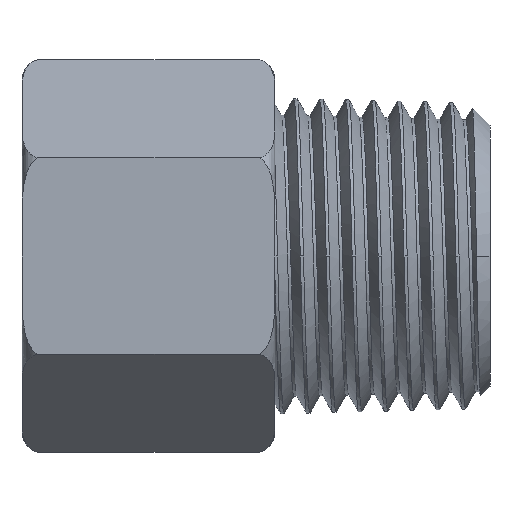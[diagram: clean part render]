
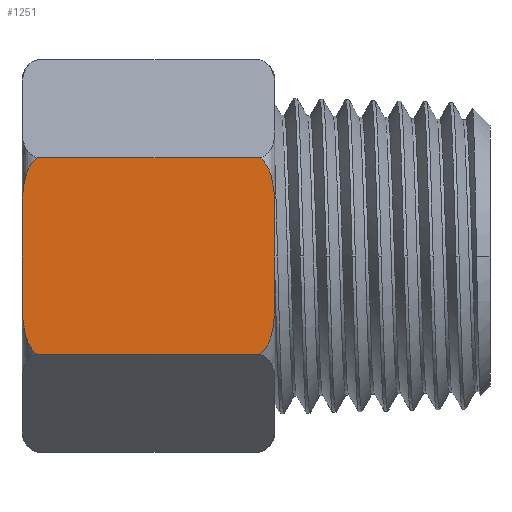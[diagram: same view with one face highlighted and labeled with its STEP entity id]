
A CAD part, front view. The second image highlights one B-rep face of the part: STEP entity #1251.
In plain terms, the highlighted face is planar.
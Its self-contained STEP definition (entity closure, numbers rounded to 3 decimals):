
#90=B_SPLINE_CURVE_WITH_KNOTS('',3,(#1891,#1892,#1893,#1894,#1895,#1896,
#1897,#1898,#1899,#1900,#1901,#1902,#1903,#1904,#1905,#1906),
 .UNSPECIFIED.,.F.,.F.,(4,2,2,2,2,2,2,4),(7.561,7.561,
7.858,8.155,8.645,9.134,10.258,
11.381),.UNSPECIFIED.);
#91=B_SPLINE_CURVE_WITH_KNOTS('',3,(#1910,#1911,#1912,#1913,#1914,#1915,
#1916,#1917,#1918,#1919,#1920,#1921,#1922,#1923,#1924,#1925),
 .UNSPECIFIED.,.F.,.F.,(4,2,2,2,2,2,2,4),(17.216,18.34,
19.463,19.953,20.442,20.739,21.036,
21.036),.UNSPECIFIED.);
#92=B_SPLINE_CURVE_WITH_KNOTS('',3,(#1928,#1929,#1930,#1931,#1932,#1933,
#1934,#1935,#1936,#1937,#1938,#1939,#1940,#1941,#1942,#1943),
 .UNSPECIFIED.,.F.,.F.,(4,2,2,2,2,2,2,4),(7.561,7.561,
7.858,8.155,8.645,9.134,10.258,
11.381),.UNSPECIFIED.);
#93=B_SPLINE_CURVE_WITH_KNOTS('',3,(#1944,#1945,#1946,#1947,#1948,#1949,
#1950,#1951,#1952,#1953,#1954,#1955,#1956,#1957,#1958,#1959),
 .UNSPECIFIED.,.F.,.F.,(4,2,2,2,2,2,2,4),(17.216,18.34,
19.463,19.953,20.442,20.739,21.036,
21.036),.UNSPECIFIED.);
#192=FACE_OUTER_BOUND('',#264,.T.);
#264=EDGE_LOOP('',(#856,#857,#858,#859,#860,#861,#862,#863));
#368=LINE('',#1696,#431);
#374=LINE('',#1858,#437);
#376=LINE('',#1908,#439);
#377=LINE('',#1927,#440);
#431=VECTOR('',#1431,1.);
#437=VECTOR('',#1453,1.);
#439=VECTOR('',#1457,1.);
#440=VECTOR('',#1458,1.);
#495=VERTEX_POINT('',#1693);
#496=VERTEX_POINT('',#1695);
#513=VERTEX_POINT('',#1842);
#514=VERTEX_POINT('',#1857);
#516=VERTEX_POINT('',#1890);
#517=VERTEX_POINT('',#1907);
#518=VERTEX_POINT('',#1909);
#519=VERTEX_POINT('',#1926);
#630=EDGE_CURVE('',#496,#495,#368,.T.);
#648=EDGE_CURVE('',#513,#514,#374,.T.);
#652=EDGE_CURVE('',#513,#516,#90,.T.);
#653=EDGE_CURVE('',#516,#517,#376,.T.);
#654=EDGE_CURVE('',#517,#518,#91,.T.);
#655=EDGE_CURVE('',#518,#519,#377,.T.);
#656=EDGE_CURVE('',#519,#496,#92,.T.);
#657=EDGE_CURVE('',#495,#514,#93,.T.);
#856=ORIENTED_EDGE('',*,*,#652,.T.);
#857=ORIENTED_EDGE('',*,*,#653,.T.);
#858=ORIENTED_EDGE('',*,*,#654,.T.);
#859=ORIENTED_EDGE('',*,*,#655,.T.);
#860=ORIENTED_EDGE('',*,*,#656,.T.);
#861=ORIENTED_EDGE('',*,*,#630,.T.);
#862=ORIENTED_EDGE('',*,*,#657,.T.);
#863=ORIENTED_EDGE('',*,*,#648,.F.);
#1239=PLANE('',#1333);
#1251=ADVANCED_FACE('',(#192),#1239,.T.);
#1333=AXIS2_PLACEMENT_3D('',#1889,#1455,#1456);
#1431=DIRECTION('',(0.,1.,0.));
#1453=DIRECTION('',(1.,0.,0.));
#1455=DIRECTION('center_axis',(0.,0.,1.));
#1456=DIRECTION('ref_axis',(0.,-1.,0.));
#1457=DIRECTION('',(0.,-1.,0.));
#1458=DIRECTION('',(1.,0.,0.));
#1693=CARTESIAN_POINT('',(17.702,3.111,11.9));
#1695=CARTESIAN_POINT('',(17.702,-3.111,11.9));
#1696=CARTESIAN_POINT('',(17.702,3.435,11.9));
#1842=CARTESIAN_POINT('',(1.083,6.87,11.9));
#1857=CARTESIAN_POINT('',(16.619,6.87,11.9));
#1858=CARTESIAN_POINT('',(0.,6.87,11.9));
#1889=CARTESIAN_POINT('Origin',(0.,6.87,11.9));
#1890=CARTESIAN_POINT('',(0.,3.111,11.9));
#1891=CARTESIAN_POINT('Ctrl Pts',(1.083,6.87,11.9));
#1892=CARTESIAN_POINT('Ctrl Pts',(1.083,6.87,11.9));
#1893=CARTESIAN_POINT('Ctrl Pts',(1.083,6.87,11.9));
#1894=CARTESIAN_POINT('Ctrl Pts',(0.997,6.821,11.9));
#1895=CARTESIAN_POINT('Ctrl Pts',(0.913,6.754,11.9));
#1896=CARTESIAN_POINT('Ctrl Pts',(0.761,6.601,11.9));
#1897=CARTESIAN_POINT('Ctrl Pts',(0.694,6.516,11.9));
#1898=CARTESIAN_POINT('Ctrl Pts',(0.547,6.299,11.9));
#1899=CARTESIAN_POINT('Ctrl Pts',(0.465,6.14,11.9));
#1900=CARTESIAN_POINT('Ctrl Pts',(0.328,5.811,11.9));
#1901=CARTESIAN_POINT('Ctrl Pts',(0.274,5.64,11.9));
#1902=CARTESIAN_POINT('Ctrl Pts',(0.137,5.12,11.9));
#1903=CARTESIAN_POINT('Ctrl Pts',(0.077,4.715,11.9));
#1904=CARTESIAN_POINT('Ctrl Pts',(0.009,3.898,
11.9));
#1905=CARTESIAN_POINT('Ctrl Pts',(0.,3.486,11.9));
#1906=CARTESIAN_POINT('Ctrl Pts',(0.,3.111,11.9));
#1907=CARTESIAN_POINT('',(0.,-3.111,11.9));
#1908=CARTESIAN_POINT('',(0.,3.435,11.9));
#1909=CARTESIAN_POINT('',(1.083,-6.87,11.9));
#1910=CARTESIAN_POINT('Ctrl Pts',(0.,-3.111,11.9));
#1911=CARTESIAN_POINT('Ctrl Pts',(0.,-3.486,11.9));
#1912=CARTESIAN_POINT('Ctrl Pts',(0.009,-3.898,
11.9));
#1913=CARTESIAN_POINT('Ctrl Pts',(0.077,-4.715,
11.9));
#1914=CARTESIAN_POINT('Ctrl Pts',(0.137,-5.12,11.9));
#1915=CARTESIAN_POINT('Ctrl Pts',(0.274,-5.64,11.9));
#1916=CARTESIAN_POINT('Ctrl Pts',(0.328,-5.811,11.9));
#1917=CARTESIAN_POINT('Ctrl Pts',(0.465,-6.14,11.9));
#1918=CARTESIAN_POINT('Ctrl Pts',(0.547,-6.299,11.9));
#1919=CARTESIAN_POINT('Ctrl Pts',(0.694,-6.516,11.9));
#1920=CARTESIAN_POINT('Ctrl Pts',(0.761,-6.601,11.9));
#1921=CARTESIAN_POINT('Ctrl Pts',(0.913,-6.754,11.9));
#1922=CARTESIAN_POINT('Ctrl Pts',(0.997,-6.821,11.9));
#1923=CARTESIAN_POINT('Ctrl Pts',(1.083,-6.87,11.9));
#1924=CARTESIAN_POINT('Ctrl Pts',(1.083,-6.87,11.9));
#1925=CARTESIAN_POINT('Ctrl Pts',(1.083,-6.87,11.9));
#1926=CARTESIAN_POINT('',(16.619,-6.87,11.9));
#1927=CARTESIAN_POINT('',(0.,-6.87,11.9));
#1928=CARTESIAN_POINT('Ctrl Pts',(16.619,-6.87,11.9));
#1929=CARTESIAN_POINT('Ctrl Pts',(16.619,-6.87,11.9));
#1930=CARTESIAN_POINT('Ctrl Pts',(16.619,-6.87,11.9));
#1931=CARTESIAN_POINT('Ctrl Pts',(16.705,-6.821,11.9));
#1932=CARTESIAN_POINT('Ctrl Pts',(16.789,-6.754,11.9));
#1933=CARTESIAN_POINT('Ctrl Pts',(16.941,-6.601,11.9));
#1934=CARTESIAN_POINT('Ctrl Pts',(17.008,-6.516,11.9));
#1935=CARTESIAN_POINT('Ctrl Pts',(17.155,-6.299,11.9));
#1936=CARTESIAN_POINT('Ctrl Pts',(17.237,-6.14,11.9));
#1937=CARTESIAN_POINT('Ctrl Pts',(17.374,-5.811,11.9));
#1938=CARTESIAN_POINT('Ctrl Pts',(17.428,-5.64,11.9));
#1939=CARTESIAN_POINT('Ctrl Pts',(17.565,-5.12,11.9));
#1940=CARTESIAN_POINT('Ctrl Pts',(17.625,-4.715,11.9));
#1941=CARTESIAN_POINT('Ctrl Pts',(17.693,-3.898,11.9));
#1942=CARTESIAN_POINT('Ctrl Pts',(17.702,-3.486,11.9));
#1943=CARTESIAN_POINT('Ctrl Pts',(17.702,-3.111,11.9));
#1944=CARTESIAN_POINT('Ctrl Pts',(17.702,3.111,11.9));
#1945=CARTESIAN_POINT('Ctrl Pts',(17.702,3.486,11.9));
#1946=CARTESIAN_POINT('Ctrl Pts',(17.693,3.898,11.9));
#1947=CARTESIAN_POINT('Ctrl Pts',(17.625,4.715,11.9));
#1948=CARTESIAN_POINT('Ctrl Pts',(17.565,5.12,11.9));
#1949=CARTESIAN_POINT('Ctrl Pts',(17.428,5.64,11.9));
#1950=CARTESIAN_POINT('Ctrl Pts',(17.374,5.811,11.9));
#1951=CARTESIAN_POINT('Ctrl Pts',(17.237,6.14,11.9));
#1952=CARTESIAN_POINT('Ctrl Pts',(17.155,6.299,11.9));
#1953=CARTESIAN_POINT('Ctrl Pts',(17.008,6.516,11.9));
#1954=CARTESIAN_POINT('Ctrl Pts',(16.941,6.601,11.9));
#1955=CARTESIAN_POINT('Ctrl Pts',(16.789,6.754,11.9));
#1956=CARTESIAN_POINT('Ctrl Pts',(16.705,6.821,11.9));
#1957=CARTESIAN_POINT('Ctrl Pts',(16.619,6.87,11.9));
#1958=CARTESIAN_POINT('Ctrl Pts',(16.619,6.87,11.9));
#1959=CARTESIAN_POINT('Ctrl Pts',(16.619,6.87,11.9));
